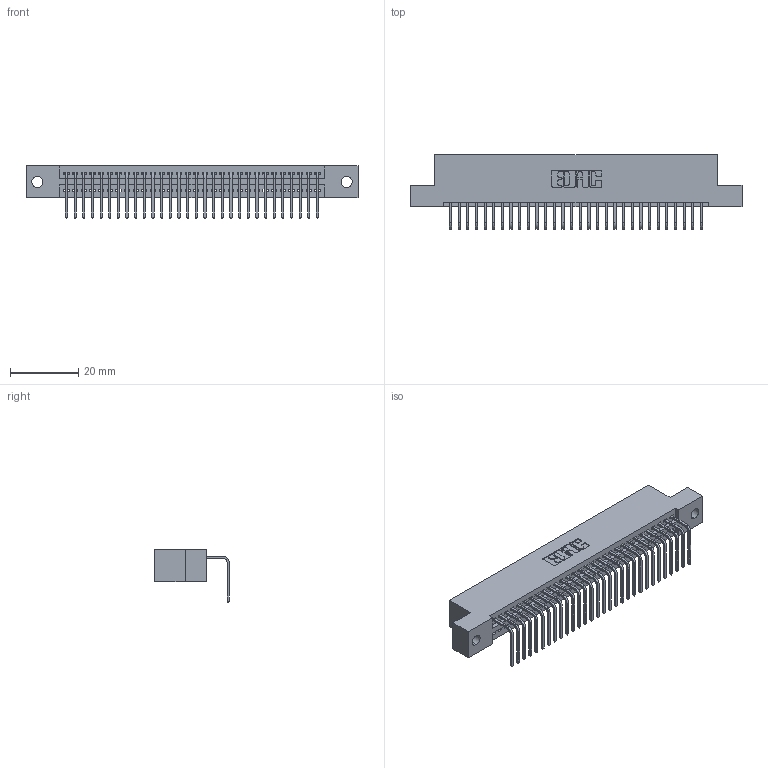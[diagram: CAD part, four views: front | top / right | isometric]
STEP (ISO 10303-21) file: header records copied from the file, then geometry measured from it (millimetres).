
FILE_DESCRIPTION (( 'STEP AP203' ), '1' );
FILE_NAME ('395-030-558-102.STEP', '2018-11-11T08:09:05', ( '' ), ( '' ), 'SwSTEP 2.0', 'SolidWorks 2016', '' );
FILE_SCHEMA (( 'CONFIG_CONTROL_DESIGN' ));
Length unit declared in the file: inch
Products named in the file (3): 345-292-001_558 Tail - 2; 345 Part_Flush Mounting Lugs - 0.128 Dia; 395-030-558-102
Assembly tree (31 placements, depth 2):
  395-030-558-102
    345 Part_Flush Mounting Lugs - 0.128 Dia
    345-292-001_558 Tail - 2  x30
Bounding box: 97.41 x 21.83 x 15.37 mm (x, y, z)
Volume: 9217 mm3; surface area: 12401.3 mm2
Topology: 31 solids, 31 shells, 1926 faces, 5801 edges, 3826 vertices
Faces by surface type: plane 1340, cylinder 586
Entity records: 24281 total; most frequent: CARTESIAN_POINT 4214, ORIENTED_EDGE 4178, DIRECTION 3697, EDGE_CURVE 2089, LINE 1837, VECTOR 1837, VERTEX_POINT 1390, AXIS2_PLACEMENT_3D 930
